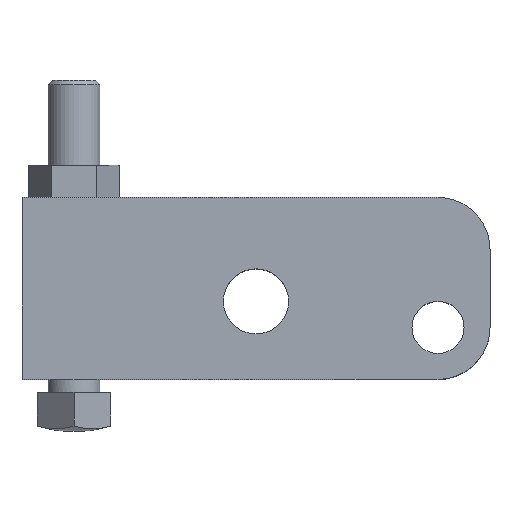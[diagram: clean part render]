
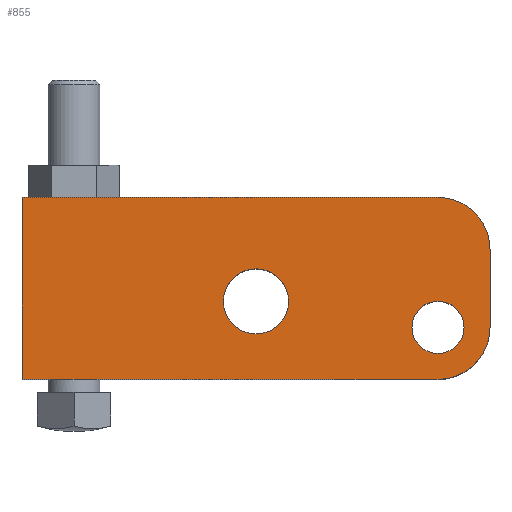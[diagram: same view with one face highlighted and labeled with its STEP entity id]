
A CAD part, top view. The second image highlights one B-rep face of the part: STEP entity #855.
In plain terms, the highlighted planar face has unit normal (0, 0, 1).
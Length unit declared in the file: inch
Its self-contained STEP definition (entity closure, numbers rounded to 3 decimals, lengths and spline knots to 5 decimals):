
#142=CARTESIAN_POINT('',(0.,0.,0.625));
#143=DIRECTION('',(0.,0.,1.));
#144=DIRECTION('',(0.,-1.,0.));
#145=AXIS2_PLACEMENT_3D('',#142,#143,#144);
#164=CARTESIAN_POINT('',(0.,0.,0.625));
#165=DIRECTION('',(0.,0.,-1.));
#166=DIRECTION('',(-1.,0.,0.));
#167=AXIS2_PLACEMENT_3D('',#164,#165,#166);
#169=CARTESIAN_POINT('',(0.,0.,0.625));
#170=DIRECTION('',(0.,0.,-1.));
#171=DIRECTION('',(1.,0.,0.));
#172=AXIS2_PLACEMENT_3D('',#169,#170,#171);
#174=CARTESIAN_POINT('',(-1.75,0.25,0.625));
#175=DIRECTION('',(0.,0.,-1.));
#176=DIRECTION('',(-1.,0.,0.));
#177=AXIS2_PLACEMENT_3D('',#174,#175,#176);
#179=CARTESIAN_POINT('',(-1.75,0.25,0.625));
#180=DIRECTION('',(0.,0.,-1.));
#181=DIRECTION('',(1.,0.,0.));
#182=AXIS2_PLACEMENT_3D('',#179,#180,#181);
#184=DIRECTION('',(0.,1.,0.));
#185=VECTOR('',#184,0.75);
#186=CARTESIAN_POINT('',(0.5,0.,0.625));
#187=LINE('',#186,#185);
#188=DIRECTION('',(1.,0.,0.));
#189=VECTOR('',#188,4.);
#190=CARTESIAN_POINT('',(-4.,-0.5,0.625));
#191=LINE('',#190,#189);
#192=DIRECTION('',(0.,-1.,0.));
#193=VECTOR('',#192,1.75);
#194=CARTESIAN_POINT('',(-4.,1.25,0.625));
#195=LINE('',#194,#193);
#196=DIRECTION('',(-1.,0.,0.));
#197=VECTOR('',#196,4.);
#198=CARTESIAN_POINT('',(0.,1.25,0.625));
#199=LINE('',#198,#197);
#273=CARTESIAN_POINT('',(0.,0.75,0.625));
#274=DIRECTION('',(0.,0.,1.));
#275=DIRECTION('',(1.,0.,0.));
#276=AXIS2_PLACEMENT_3D('',#273,#274,#275);
#481=CARTESIAN_POINT('',(-4.,1.25,0.625));
#482=CARTESIAN_POINT('',(-4.,-0.5,0.625));
#483=VERTEX_POINT('',#481);
#484=VERTEX_POINT('',#482);
#489=CARTESIAN_POINT('',(-0.25075,0.,0.625));
#490=CARTESIAN_POINT('',(0.25075,0.,0.625));
#491=VERTEX_POINT('',#489);
#492=VERTEX_POINT('',#490);
#497=CARTESIAN_POINT('',(-2.06275,0.25,0.625));
#498=CARTESIAN_POINT('',(-1.43725,0.25,0.625));
#499=VERTEX_POINT('',#497);
#500=VERTEX_POINT('',#498);
#527=CARTESIAN_POINT('',(0.,-0.5,0.625));
#528=VERTEX_POINT('',#527);
#531=CARTESIAN_POINT('',(0.5,0.,0.625));
#532=VERTEX_POINT('',#531);
#537=CARTESIAN_POINT('',(0.,1.25,0.625));
#539=VERTEX_POINT('',#537);
#543=CARTESIAN_POINT('',(0.5,0.75,0.625));
#544=VERTEX_POINT('',#543);
#826=CARTESIAN_POINT('',(0.,0.,0.625));
#827=DIRECTION('',(0.,0.,1.));
#828=DIRECTION('',(1.,0.,0.));
#829=AXIS2_PLACEMENT_3D('',#826,#827,#828);
#830=PLANE('',#829);
#832=ORIENTED_EDGE('',*,*,#831,.F.);
#834=ORIENTED_EDGE('',*,*,#833,.F.);
#835=ORIENTED_EDGE('',*,*,#805,.F.);
#836=ORIENTED_EDGE('',*,*,#723,.F.);
#838=ORIENTED_EDGE('',*,*,#837,.F.);
#840=ORIENTED_EDGE('',*,*,#839,.F.);
#841=EDGE_LOOP('',(#832,#834,#835,#836,#838,#840));
#842=FACE_OUTER_BOUND('',#841,.F.);
#844=ORIENTED_EDGE('',*,*,#843,.F.);
#846=ORIENTED_EDGE('',*,*,#845,.F.);
#847=EDGE_LOOP('',(#844,#846));
#848=FACE_BOUND('',#847,.F.);
#850=ORIENTED_EDGE('',*,*,#849,.F.);
#852=ORIENTED_EDGE('',*,*,#851,.F.);
#853=EDGE_LOOP('',(#850,#852));
#854=FACE_BOUND('',#853,.F.);
#855=ADVANCED_FACE('',(#842,#848,#854),#830,.T.);
#146=CIRCLE('',#145,0.5);
#168=CIRCLE('',#167,0.25075);
#173=CIRCLE('',#172,0.25075);
#178=CIRCLE('',#177,0.31275);
#183=CIRCLE('',#182,0.31275);
#277=CIRCLE('',#276,0.5);
#723=EDGE_CURVE('',#484,#528,#191,.T.);
#805=EDGE_CURVE('',#528,#532,#146,.T.);
#831=EDGE_CURVE('',#544,#539,#277,.T.);
#833=EDGE_CURVE('',#532,#544,#187,.T.);
#837=EDGE_CURVE('',#483,#484,#195,.T.);
#839=EDGE_CURVE('',#539,#483,#199,.T.);
#843=EDGE_CURVE('',#491,#492,#168,.T.);
#845=EDGE_CURVE('',#492,#491,#173,.T.);
#849=EDGE_CURVE('',#499,#500,#178,.T.);
#851=EDGE_CURVE('',#500,#499,#183,.T.);
